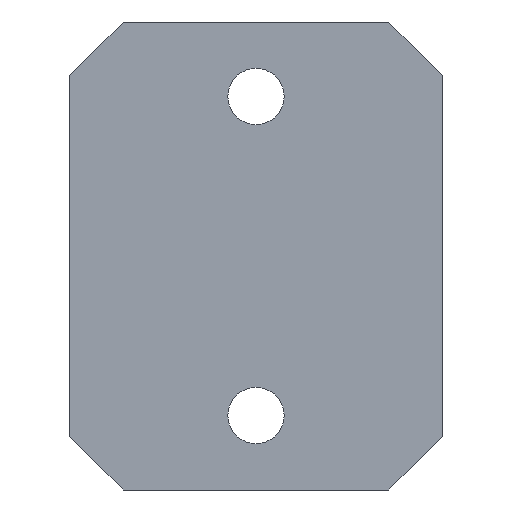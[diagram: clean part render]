
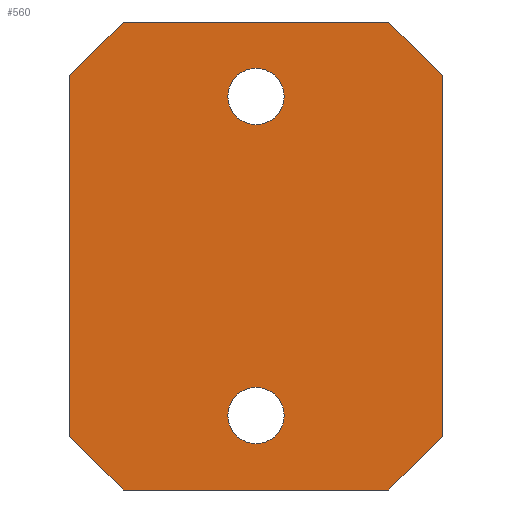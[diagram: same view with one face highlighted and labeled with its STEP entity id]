
A CAD part, front view. The second image highlights one B-rep face of the part: STEP entity #560.
In plain terms, the highlighted planar face has unit normal (0, -1, 0).
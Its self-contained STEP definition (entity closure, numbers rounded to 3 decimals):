
#4 = DIRECTION ( 'NONE',  ( 0., -1., 0. ) ) ;
#12 = DIRECTION ( 'NONE',  ( 0., -1., 0. ) ) ;
#15 = EDGE_CURVE ( 'NONE', #431, #399, #33, .T. ) ;
#23 = CARTESIAN_POINT ( 'NONE',  ( 17.5, -15., 17. ) ) ;
#33 = LINE ( 'NONE', #665, #632 ) ;
#36 = PLANE ( 'NONE',  #391 ) ;
#42 = VERTEX_POINT ( 'NONE', #610 ) ;
#44 = CIRCLE ( 'NONE', #425, 2.65 ) ;
#51 = DIRECTION ( 'NONE',  ( 0., -1., 0. ) ) ;
#56 = EDGE_CURVE ( 'NONE', #379, #607, #394, .T. ) ;
#62 = EDGE_CURVE ( 'NONE', #136, #79, #44, .T. ) ;
#64 = CARTESIAN_POINT ( 'NONE',  ( -12.5, -15., 22. ) ) ;
#67 = ORIENTED_EDGE ( 'NONE', *, *, #694, .F. ) ;
#70 = VECTOR ( 'NONE', #165, 1000. ) ;
#77 = LINE ( 'NONE', #452, #190 ) ;
#79 = VERTEX_POINT ( 'NONE', #497 ) ;
#82 = DIRECTION ( 'NONE',  ( 0., 0., 1. ) ) ;
#83 = CARTESIAN_POINT ( 'NONE',  ( -17.5, -15., 17. ) ) ;
#94 = ORIENTED_EDGE ( 'NONE', *, *, #455, .F. ) ;
#97 = EDGE_LOOP ( 'NONE', ( #615, #94 ) ) ;
#98 = EDGE_CURVE ( 'NONE', #42, #399, #122, .T. ) ;
#108 = ORIENTED_EDGE ( 'NONE', *, *, #611, .F. ) ;
#111 = CARTESIAN_POINT ( 'NONE',  ( -12.5, -15., -22. ) ) ;
#112 = ORIENTED_EDGE ( 'NONE', *, *, #317, .T. ) ;
#118 = DIRECTION ( 'NONE',  ( 0., 0., -1. ) ) ;
#122 = LINE ( 'NONE', #340, #592 ) ;
#123 = CIRCLE ( 'NONE', #570, 2.65 ) ;
#124 = VERTEX_POINT ( 'NONE', #64 ) ;
#127 = DIRECTION ( 'NONE',  ( 0., 0., -1. ) ) ;
#136 = VERTEX_POINT ( 'NONE', #440 ) ;
#150 = CARTESIAN_POINT ( 'NONE',  ( 17.5, -15., 22. ) ) ;
#153 = ORIENTED_EDGE ( 'NONE', *, *, #15, .F. ) ;
#165 = DIRECTION ( 'NONE',  ( -0.707, 0., 0.707 ) ) ;
#168 = VERTEX_POINT ( 'NONE', #510 ) ;
#171 = VERTEX_POINT ( 'NONE', #83 ) ;
#173 = DIRECTION ( 'NONE',  ( 0.707, 0., -0.707 ) ) ;
#183 = CARTESIAN_POINT ( 'NONE',  ( 17.5, -15., -17. ) ) ;
#190 = VECTOR ( 'NONE', #509, 1000. ) ;
#198 = EDGE_LOOP ( 'NONE', ( #67, #377 ) ) ;
#199 = VECTOR ( 'NONE', #710, 1000. ) ;
#206 = DIRECTION ( 'NONE',  ( -1., 0., 0. ) ) ;
#225 = DIRECTION ( 'NONE',  ( 0., 0., -1. ) ) ;
#227 = ORIENTED_EDGE ( 'NONE', *, *, #700, .T. ) ;
#250 = DIRECTION ( 'NONE',  ( 0., 1., 0. ) ) ;
#251 = VERTEX_POINT ( 'NONE', #411 ) ;
#258 = CARTESIAN_POINT ( 'NONE',  ( -12.5, -15., -22. ) ) ;
#264 = VECTOR ( 'NONE', #540, 1000. ) ;
#291 = CIRCLE ( 'NONE', #695, 2.65 ) ;
#317 = EDGE_CURVE ( 'NONE', #431, #359, #338, .T. ) ;
#324 = CARTESIAN_POINT ( 'NONE',  ( 17.5, -15., 22. ) ) ;
#329 = CARTESIAN_POINT ( 'NONE',  ( -12.5, -15., 22. ) ) ;
#332 = LINE ( 'NONE', #324, #264 ) ;
#338 = LINE ( 'NONE', #439, #70 ) ;
#340 = CARTESIAN_POINT ( 'NONE',  ( 17.5, -15., -17. ) ) ;
#352 = EDGE_CURVE ( 'NONE', #124, #171, #480, .T. ) ;
#359 = VERTEX_POINT ( 'NONE', #443 ) ;
#374 = DIRECTION ( 'NONE',  ( 0., -1., 0. ) ) ;
#376 = EDGE_LOOP ( 'NONE', ( #530, #465, #108, #395, #153, #112, #227, #414 ) ) ;
#377 = ORIENTED_EDGE ( 'NONE', *, *, #62, .F. ) ;
#379 = VERTEX_POINT ( 'NONE', #490 ) ;
#388 = CARTESIAN_POINT ( 'NONE',  ( 0., -15., 15. ) ) ;
#391 = AXIS2_PLACEMENT_3D ( 'NONE', #150, #250, #82 ) ;
#394 = LINE ( 'NONE', #111, #604 ) ;
#395 = ORIENTED_EDGE ( 'NONE', *, *, #98, .T. ) ;
#399 = VERTEX_POINT ( 'NONE', #183 ) ;
#401 = CARTESIAN_POINT ( 'NONE',  ( 0., -15., -15. ) ) ;
#411 = CARTESIAN_POINT ( 'NONE',  ( 0., -15., -12.35 ) ) ;
#414 = ORIENTED_EDGE ( 'NONE', *, *, #352, .T. ) ;
#423 = CIRCLE ( 'NONE', #550, 2.65 ) ;
#425 = AXIS2_PLACEMENT_3D ( 'NONE', #388, #51, #435 ) ;
#431 = VERTEX_POINT ( 'NONE', #23 ) ;
#435 = DIRECTION ( 'NONE',  ( 0., 0., -1. ) ) ;
#439 = CARTESIAN_POINT ( 'NONE',  ( 17.5, -15., 17. ) ) ;
#440 = CARTESIAN_POINT ( 'NONE',  ( 0., -15., 17.65 ) ) ;
#443 = CARTESIAN_POINT ( 'NONE',  ( 12.5, -15., 22. ) ) ;
#444 = EDGE_CURVE ( 'NONE', #171, #379, #77, .T. ) ;
#452 = CARTESIAN_POINT ( 'NONE',  ( -17.5, -15., 22. ) ) ;
#455 = EDGE_CURVE ( 'NONE', #251, #168, #123, .T. ) ;
#465 = ORIENTED_EDGE ( 'NONE', *, *, #56, .T. ) ;
#472 = LINE ( 'NONE', #704, #501 ) ;
#476 = FACE_BOUND ( 'NONE', #97, .T. ) ;
#480 = LINE ( 'NONE', #329, #199 ) ;
#490 = CARTESIAN_POINT ( 'NONE',  ( -17.5, -15., -17. ) ) ;
#497 = CARTESIAN_POINT ( 'NONE',  ( 0., -15., 12.35 ) ) ;
#501 = VECTOR ( 'NONE', #206, 1000. ) ;
#509 = DIRECTION ( 'NONE',  ( 0., 0., -1. ) ) ;
#510 = CARTESIAN_POINT ( 'NONE',  ( 0., -15., -17.65 ) ) ;
#528 = FACE_BOUND ( 'NONE', #198, .T. ) ;
#530 = ORIENTED_EDGE ( 'NONE', *, *, #444, .T. ) ;
#540 = DIRECTION ( 'NONE',  ( -1., 0., 0. ) ) ;
#550 = AXIS2_PLACEMENT_3D ( 'NONE', #657, #4, #225 ) ;
#557 = DIRECTION ( 'NONE',  ( 0.707, 0., 0.707 ) ) ;
#560 = ADVANCED_FACE ( 'NONE', ( #528, #476, #639 ), #36, .F. ) ;
#570 = AXIS2_PLACEMENT_3D ( 'NONE', #401, #12, #625 ) ;
#592 = VECTOR ( 'NONE', #557, 1000. ) ;
#604 = VECTOR ( 'NONE', #173, 1000. ) ;
#607 = VERTEX_POINT ( 'NONE', #258 ) ;
#610 = CARTESIAN_POINT ( 'NONE',  ( 12.5, -15., -22. ) ) ;
#611 = EDGE_CURVE ( 'NONE', #42, #607, #472, .T. ) ;
#614 = EDGE_CURVE ( 'NONE', #168, #251, #291, .T. ) ;
#615 = ORIENTED_EDGE ( 'NONE', *, *, #614, .F. ) ;
#625 = DIRECTION ( 'NONE',  ( 0., 0., -1. ) ) ;
#632 = VECTOR ( 'NONE', #127, 1000. ) ;
#639 = FACE_OUTER_BOUND ( 'NONE', #376, .T. ) ;
#650 = CARTESIAN_POINT ( 'NONE',  ( 0., -15., -15. ) ) ;
#657 = CARTESIAN_POINT ( 'NONE',  ( 0., -15., 15. ) ) ;
#665 = CARTESIAN_POINT ( 'NONE',  ( 17.5, -15., 22. ) ) ;
#694 = EDGE_CURVE ( 'NONE', #79, #136, #423, .T. ) ;
#695 = AXIS2_PLACEMENT_3D ( 'NONE', #650, #374, #118 ) ;
#700 = EDGE_CURVE ( 'NONE', #359, #124, #332, .T. ) ;
#704 = CARTESIAN_POINT ( 'NONE',  ( 17.5, -15., -22. ) ) ;
#710 = DIRECTION ( 'NONE',  ( -0.707, 0., -0.707 ) ) ;
